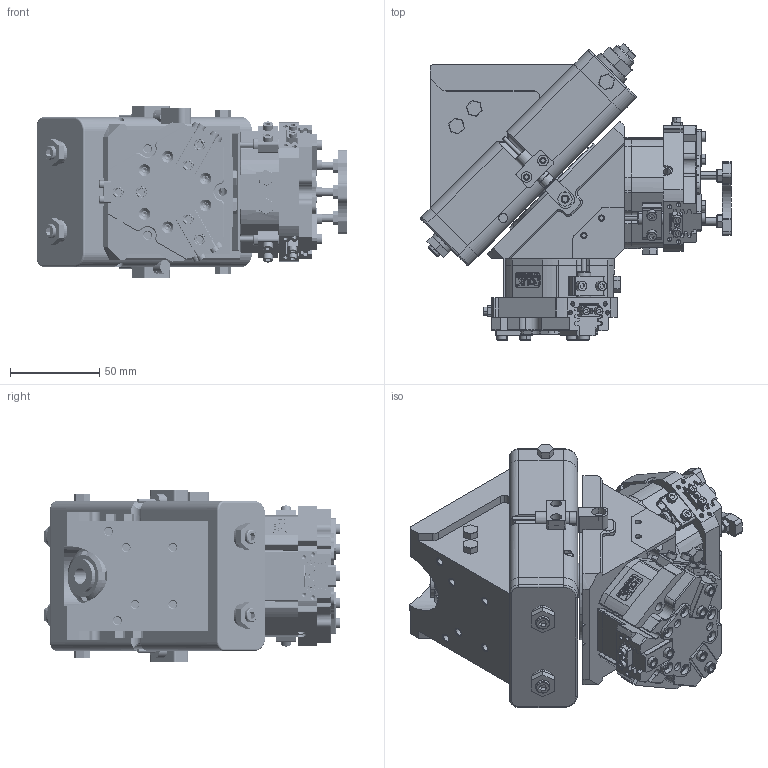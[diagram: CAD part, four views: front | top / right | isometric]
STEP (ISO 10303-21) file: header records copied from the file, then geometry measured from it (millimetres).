
FILE_DESCRIPTION (( 'STEP AP203' ), '1' );
FILE_NAME ('TG25-FZ42-78-0¡ã.STEP', '2025-03-28T01:05:19', ( 'USER-' ), ( 'Microsoft' ), 'SwSTEP 2.0', 'SolidWorks 2018', '' );
FILE_SCHEMA (( 'CONFIG_CONTROL_DESIGN' ));
Length unit declared in the file: millimetre
Products named in the file (49): TG25.sldasm-Part-61-1-1; TG25.sldasm-Part-19-1-1; 棠羲換覜ん; TZT42-78-M-01 褲极; 内六角圆柱头螺钉[GBT70_1-2008][M3×10]; TG25.sldasm-Part-9-1-1; TG25.sldasm-Part-12-1-1; TG25.sldasm-Part-14-1-1; FZ42-78-C20; TZT42-78-M-05 菁裔啣; TE40杅耀.sldasm-Part-17-1-1; 揤輸蚾饜极-1; 16x8-R1.5; TG25杅耀.sldasm-Part-11; TG25.sldasm-Part-10-1-1; ﾏ擎ﾗ6｡ﾁ4｡ﾁ5; TG25.sldasm-Part-16-1-1; TZT42-78-M-02 喘倛賑輸; TZ42囀离芢裝; TG25.sldasm-Part-55-1-1; 25x12-R3; TG25; 内六角圆柱头螺钉[GBT70_1-2008][M2.5×8]; TG25.sldasm-Part-53-1-1; 揤輸蚾饜极; TG25.sldasm-Part-15-1-1; -C20; TG25.sldasm-Part-48-1-1; TG25.sldasm-Part-56-1-1; TZT42-78-M-08 芢啣; YH1412-A-03牉挴蹟譫-1-1; TG25.sldasm-Part-27-2-1; TG25.sldasm-Part-13-1-1; M4蹟譫尨砩; FZ42-78; TZT42-78-M-06 笢猾啣; TG25-FZ42-78-0°; 揤輸蚾饜极-2; TG25.sldasm-Part-49-1-1; TG12.sldasm-Part-10-1-1 ...
Assembly tree (108 placements, depth 4):
  TG25-FZ42-78-0°
    TG25
      TG25.sldasm-Part-4-1-1
      TG25.sldasm-Part-5-1-1
      TG25.sldasm-Part-9-1-1
      TG25.sldasm-Part-10-1-1
      TG25.sldasm-Part-12-1-1
      TG25.sldasm-Part-13-1-1
      TG25.sldasm-Part-14-1-1
      TG25.sldasm-Part-15-1-1
      TG25.sldasm-Part-16-1-1  x2
      TG25.sldasm-Part-18-1-1
      TG25.sldasm-Part-19-1-1
      TG25.sldasm-Part-27-2-1
      TG25.sldasm-Part-48-1-1
      TG25.sldasm-Part-49-1-1
      TG25.sldasm-Part-53-1-1
      TG25.sldasm-Part-54-1-1
      TG25.sldasm-Part-55-1-1
      TG25.sldasm-Part-56-1-1
      TG25.sldasm-Part-61-1-1
      1412倰遣喳ん彸秶遴-1-1  x2
      YH1412-A-03牉挴蹟譫-1-1  x2
      TE40杅耀.sldasm-Part-2-1-1  x2
      TE40杅耀.sldasm-Part-17-1-1  x2
      TG12.sldasm-Part-10-1-1  x2
      TG25杅耀.sldasm-Part-11
      25x12-R3
    TG25.sldasm-Part-55-1-1  x4
    FZ42-78-C20
      揤輸蚾饜极
        内六角圆柱头螺钉[GBT70_1-2008][M2.5×8]  x2
        苤覜聆假蚾璃
      揤輸蚾饜极-1
        内六角圆柱头螺钉[GBT70_1-2008][M2.5×8]  x2
        苤覜聆假蚾璃
      揤輸蚾饜极-2
        内六角圆柱头螺钉[GBT70_1-2008][M2.5×8]  x2
        苤覜聆假蚾璃
      -C20
        TZ42囀离芢裝  x3
        TZT42-78-M-08 芢啣
        M4蹟譫尨砩  x3
      TZT42-78-M-01 褲极
      TZT42-78-M-02 喘倛賑輸  x3
      TZT42-78-M-05 菁裔啣
      TZT42-78-M-06 笢猾啣
      8x18諉輪羲壽  x2
      20241021-M3 換覜ん揤輸蛌  x2
      16x8-R1.5
      棠羲換覜ん  x2
      内六角圆柱头螺钉[GBT70_1-2008][M3×10]  x4
      ﾏ擎ﾗ6｡ﾁ4｡ﾁ5  x6
    FZ42-78
      揤輸蚾饜极
        内六角圆柱头螺钉[GBT70_1-2008][M2.5×8]  x2
        苤覜聆假蚾璃
      揤輸蚾饜极-1
        内六角圆柱头螺钉[GBT70_1-2008][M2.5×8]  x2
        苤覜聆假蚾璃
Bounding box: 174.13 x 166.21 x 96 mm (x, y, z)
Volume: 1121398.2 mm3; surface area: 253832.5 mm2
Topology: 109 solids, 119 shells, 4926 faces, 12532 edges, 8012 vertices
Faces by surface type: plane 2359, cylinder 1406, cone 590, bspline 467, torus 104
Entity records: 94192 total; most frequent: CARTESIAN_POINT 27107, ORIENTED_EDGE 12808, DIRECTION 11895, EDGE_CURVE 6404, VERTEX_POINT 4162, VECTOR 3975, LINE 3975, AXIS2_PLACEMENT_3D 3960
